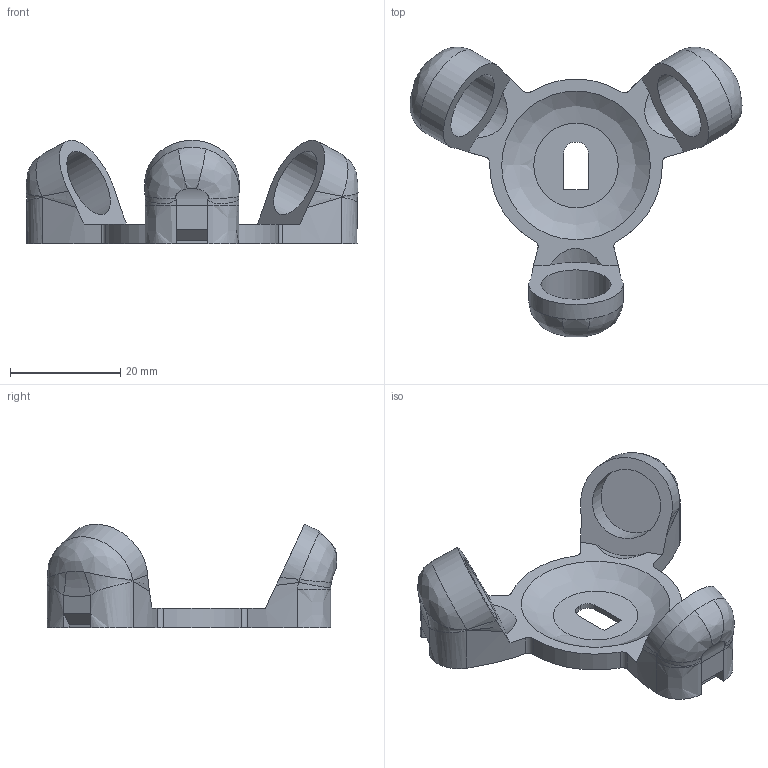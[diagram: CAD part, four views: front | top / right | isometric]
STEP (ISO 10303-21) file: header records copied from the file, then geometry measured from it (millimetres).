
FILE_DESCRIPTION(/* description */ ('STEP AP242'),/* implementation_level */ '2;1');
FILE_NAME(/* name */ '38mm-trackball-support.step',/* time_stamp */ '2025-10-20T13:43:48+09:00',/* author */ (''),/* organization */ (''),/* preprocessor_version */ 'ST-DEVELOPER v20.1',/* originating_system */ 'Autodesk Translation Framework v14.17.0.0',/* authorisation */ '');
FILE_SCHEMA (('AUTOMOTIVE_DESIGN { 1 0 10303 214 3 1 1 }'));
Length unit declared in the file: millimetre
Products named in the file (1): Top-support-38mm
Bounding box: 60.12 x 52.46 x 18.69 mm (x, y, z)
Volume: 7713.8 mm3; surface area: 6095 mm2
Topology: 1 solids, 1 shells, 90 faces, 264 edges, 178 vertices
Faces by surface type: bspline 46, plane 29, cylinder 15
Full cylindrical faces by diameter (mm): 12.7 x3
Entity records: 4782 total; most frequent: CARTESIAN_POINT 2687, ORIENTED_EDGE 524, DIRECTION 282, EDGE_CURVE 262, VERTEX_POINT 178, B_SPLINE_CURVE_WITH_KNOTS 126, AXIS2_PLACEMENT_3D 101, EDGE_LOOP 96
